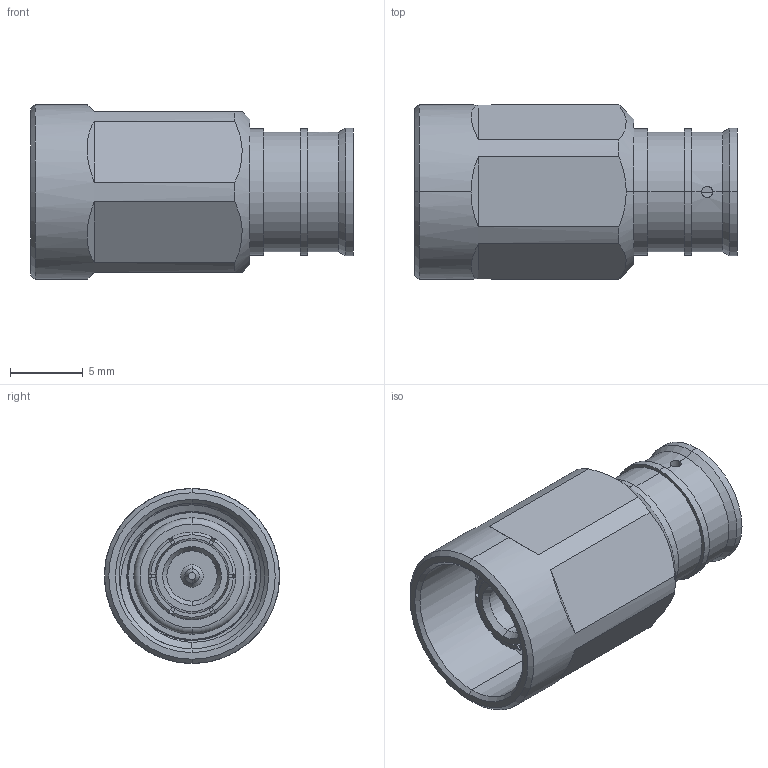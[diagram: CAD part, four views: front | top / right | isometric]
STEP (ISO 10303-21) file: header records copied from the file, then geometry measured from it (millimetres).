
FILE_DESCRIPTION (( 'STEP AP214' ), '1' );
FILE_NAME ('FMCN1708.step', '2021-01-28T21:30:33', ( '' ), ( '' ), 'SwSTEP 2.0', 'SolidWorks 2018', '' );
FILE_SCHEMA (( 'AUTOMOTIVE_DESIGN' ));
Length unit declared in the file: inch
Products named in the file (1): FMCN1708
Bounding box: 22.1 x 12 x 12 mm (x, y, z)
Volume: 1163.2 mm3; surface area: 1975.3 mm2
Topology: 1 solids, 1 shells, 168 faces, 433 edges, 277 vertices
Faces by surface type: plane 82, cylinder 46, cone 28, torus 9, bspline 3
Entity records: 6295 total; most frequent: CARTESIAN_POINT 2287, ORIENTED_EDGE 866, DIRECTION 800, EDGE_CURVE 433, AXIS2_PLACEMENT_3D 303, VERTEX_POINT 277, VECTOR 194, LINE 194
